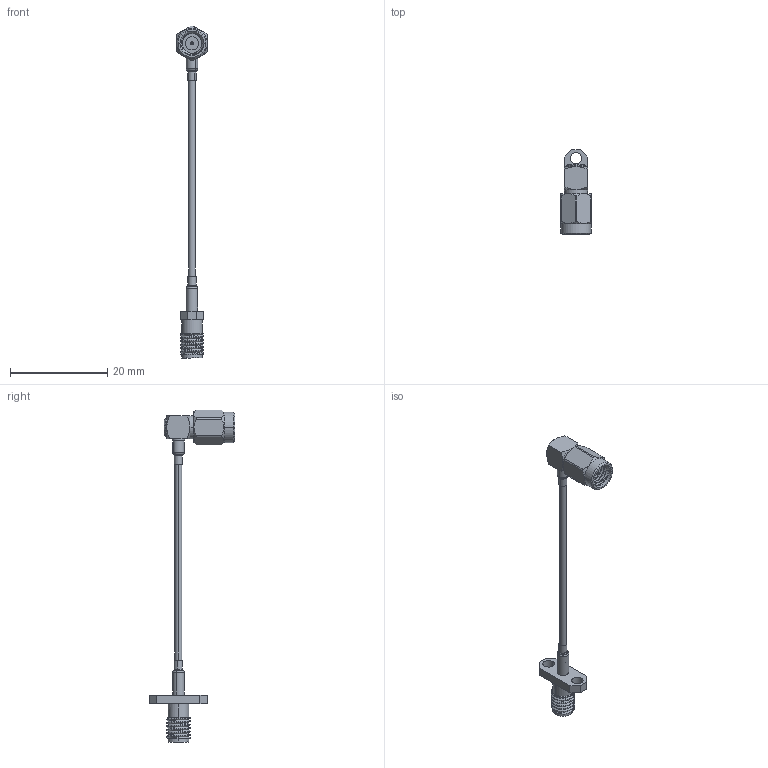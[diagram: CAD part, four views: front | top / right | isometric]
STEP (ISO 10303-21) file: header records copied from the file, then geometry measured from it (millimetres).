
FILE_DESCRIPTION (( 'STEP AP214' ), '1' );
FILE_NAME ('FMCA9980_3D.step', '2024-01-19T19:35:31', ( '' ), ( '' ), 'SwSTEP 2.0', 'SolidWorks 2022', '' );
FILE_SCHEMA (( 'AUTOMOTIVE_DESIGN' ));
Length unit declared in the file: inch
Products named in the file (6): Copy of FMCN1868^FMCA9980; Copy of FMCN1865^FMCA9980; Copy of PE-P047 Cable New^FMCA9980; FMCA9980_3D; Copy of Heatshrink_047_long_240177^FMCA9980; Copy of Heatshrink_047_240177^FMCA9980
Assembly tree (5 placements, depth 2):
  FMCA9980_3D
    Copy of PE-P047 Cable New^FMCA9980
    Copy of Heatshrink_047_240177^FMCA9980
    Copy of FMCN1865^FMCA9980
    Copy of Heatshrink_047_long_240177^FMCA9980
    Copy of FMCN1868^FMCA9980
Bounding box: 6.35 x 17.55 x 68.37 mm (x, y, z)
Volume: 676 mm3; surface area: 1165.8 mm2
Topology: 5 solids, 5 shells, 167 faces, 374 edges, 232 vertices
Faces by surface type: cylinder 77, plane 45, cone 32, torus 8, bspline 5
Entity records: 6425 total; most frequent: CARTESIAN_POINT 2541, DIRECTION 775, ORIENTED_EDGE 748, EDGE_CURVE 374, AXIS2_PLACEMENT_3D 324, VERTEX_POINT 232, EDGE_LOOP 186, ADVANCED_FACE 167
